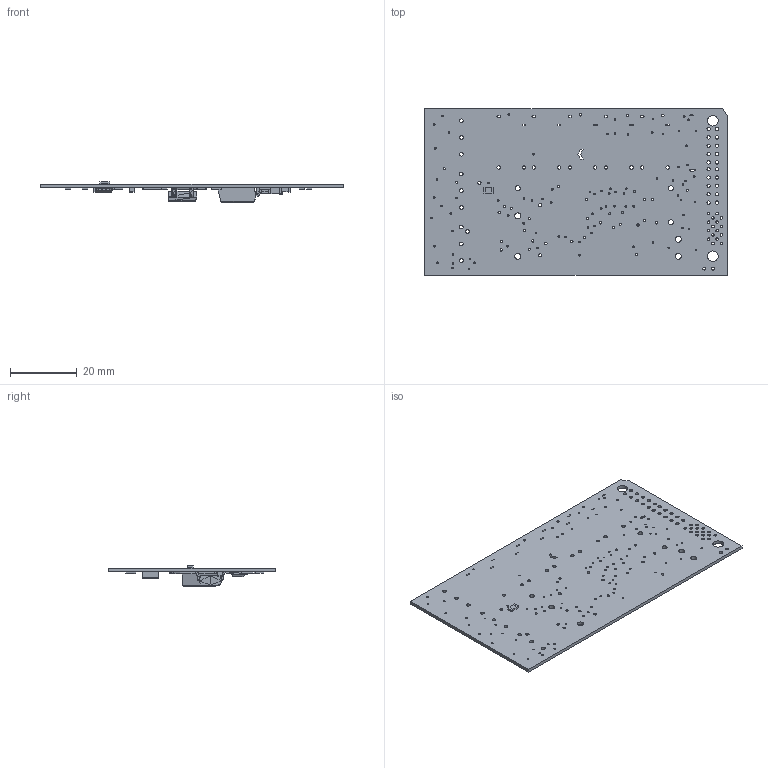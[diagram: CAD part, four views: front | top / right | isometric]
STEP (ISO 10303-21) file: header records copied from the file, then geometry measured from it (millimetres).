
FILE_DESCRIPTION(('for SolidWorks'),'2;1');
FILE_NAME('v3.0.0.step', '2018-04-06T11:00:40',('Next-One'),(''), 'Open CASCADE STEP processor 6.6','Diptrace','Unknown');
FILE_SCHEMA(('AUTOMOTIVE_DESIGN { 1 0 10303 214 1 1 1 1 }'));
Length unit declared in the file: millimetre
Products named in the file (9): PCB; Board; Model_2; Model_7; Model_12; Model_21; Model_27; Model_29; dbs
Assembly tree (21 placements, depth 2):
  PCB
    Board
    Model_2  x4
    Model_7  x4
    Model_12  x8
    Model_21
    Model_27
    Model_29
    dbs
Bounding box: 90.33 x 49.85 x 6.04 mm (x, y, z)
Volume: 4392.7 mm3; surface area: 10841.8 mm2
Topology: 1 solids, 33 shells, 2236 faces, 5431 edges, 3255 vertices
Faces by surface type: plane 1913, cylinder 243, bspline 44, sphere 20, torus 16
Full cylindrical faces by diameter (mm): 0.4 x1, 0.483 x90, 0.7 x26, 0.76 x16, 0.9 x4, 1 x10, 1.1 x9, 1.5 x3, 1.8 x4, 3.18 x2
Entity records: 56333 total; most frequent: CARTESIAN_POINT 9618, ORIENTED_EDGE 8250, DIRECTION 7883, EDGE_CURVE 4125, LINE 3493, VECTOR 3493, VERTEX_POINT 2451, AXIS2_PLACEMENT_3D 2195
